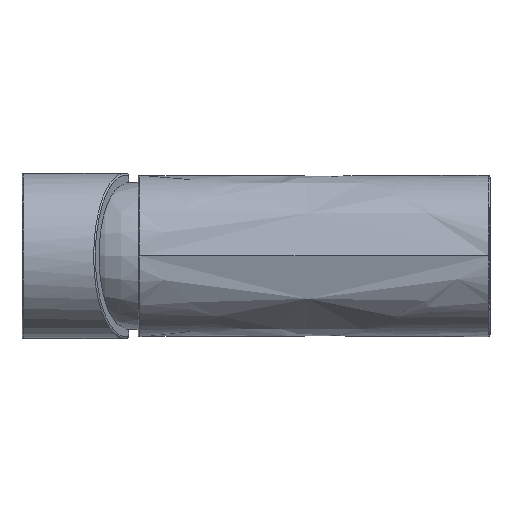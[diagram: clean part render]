
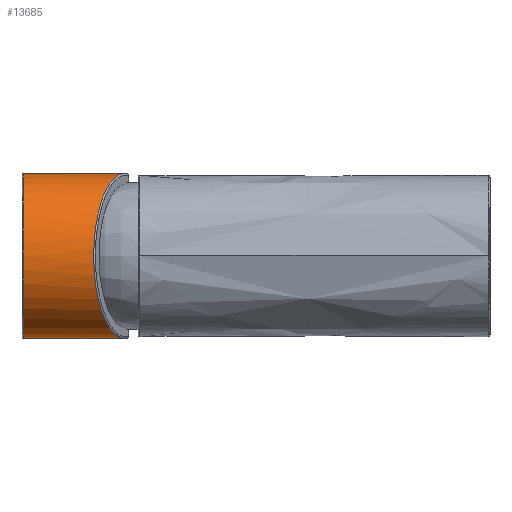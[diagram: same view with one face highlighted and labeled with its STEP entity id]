
A CAD part, left-side view. The second image highlights one B-rep face of the part: STEP entity #13685.
In plain terms, the highlighted cylindrical face has radius 23 mm (diameter 46 mm), a partial arc.
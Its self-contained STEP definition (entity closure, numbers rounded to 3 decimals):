
#118 = DIRECTION ( 'NONE',  ( 0., -1., 0. ) ) ;
#320 = EDGE_CURVE ( 'NONE', #826, #9674, #7230, .T. ) ;
#414 = ORIENTED_EDGE ( 'NONE', *, *, #11702, .T. ) ;
#826 = VERTEX_POINT ( 'NONE', #14568 ) ;
#843 = LINE ( 'NONE', #5696, #6744 ) ;
#1784 = DIRECTION ( 'NONE',  ( 0., 0., -1. ) ) ;
#2148 = AXIS2_PLACEMENT_3D ( 'NONE', #7816, #12622, #1784 ) ;
#2297 = ORIENTED_EDGE ( 'NONE', *, *, #5488, .T. ) ;
#2980 = CYLINDRICAL_SURFACE ( 'NONE', #2148, 23. ) ;
#3454 = ORIENTED_EDGE ( 'NONE', *, *, #320, .T. ) ;
#3738 = EDGE_LOOP ( 'NONE', ( #2297, #414, #3454, #6572 ) ) ;
#3746 = VERTEX_POINT ( 'NONE', #6418 ) ;
#3909 = CARTESIAN_POINT ( 'NONE',  ( 0., 1.287, -23. ) ) ;
#4713 = DIRECTION ( 'NONE',  ( 0., -1., 0. ) ) ;
#4969 = DIRECTION ( 'NONE',  ( 0., 0., 1. ) ) ;
#5116 = CARTESIAN_POINT ( 'NONE',  ( 0., 1.287, 23. ) ) ;
#5488 = EDGE_CURVE ( 'NONE', #3746, #14052, #12893, .T. ) ;
#5696 = CARTESIAN_POINT ( 'NONE',  ( 0., 29.75, 23. ) ) ;
#6418 = CARTESIAN_POINT ( 'NONE',  ( 0., 29.25, -23. ) ) ;
#6572 = ORIENTED_EDGE ( 'NONE', *, *, #13856, .F. ) ;
#6744 = VECTOR ( 'NONE', #10497, 1000. ) ;
#7105 = AXIS2_PLACEMENT_3D ( 'NONE', #10953, #118, #4969 ) ;
#7230 =( BOUNDED_CURVE ( )  B_SPLINE_CURVE ( 3, ( #5116, #9918, #14745, #3909 ),
 .UNSPECIFIED., .F., .T. ) 
 B_SPLINE_CURVE_WITH_KNOTS ( ( 4, 4 ),
 ( 1.571, 4.712 ),
 .UNSPECIFIED. ) 
 CURVE ( )  GEOMETRIC_REPRESENTATION_ITEM ( )  RATIONAL_B_SPLINE_CURVE ( ( 1., 0.333, 0.333, 1. ) ) 
 REPRESENTATION_ITEM ( '' )  );
#7816 = CARTESIAN_POINT ( 'NONE',  ( 0., 29.75, 0. ) ) ;
#9271 = CARTESIAN_POINT ( 'NONE',  ( 0., 1.287, -23. ) ) ;
#9674 = VERTEX_POINT ( 'NONE', #9271 ) ;
#9918 = CARTESIAN_POINT ( 'NONE',  ( 46., 18.234, 23. ) ) ;
#9997 = VECTOR ( 'NONE', #4713, 1000. ) ;
#10497 = DIRECTION ( 'NONE',  ( 0., -1., 0. ) ) ;
#10706 = LINE ( 'NONE', #15547, #9997 ) ;
#10953 = CARTESIAN_POINT ( 'NONE',  ( 0., 29.25, 0. ) ) ;
#11702 = EDGE_CURVE ( 'NONE', #14052, #826, #843, .T. ) ;
#12102 = CARTESIAN_POINT ( 'NONE',  ( 0., 29.25, 23. ) ) ;
#12622 = DIRECTION ( 'NONE',  ( 0., -1., 0. ) ) ;
#12893 = CIRCLE ( 'NONE', #7105, 23. ) ;
#13685 = ADVANCED_FACE ( 'NONE', ( #13818 ), #2980, .T. ) ;
#13818 = FACE_OUTER_BOUND ( 'NONE', #3738, .T. ) ;
#13856 = EDGE_CURVE ( 'NONE', #3746, #9674, #10706, .T. ) ;
#14052 = VERTEX_POINT ( 'NONE', #12102 ) ;
#14568 = CARTESIAN_POINT ( 'NONE',  ( 0., 1.287, 23. ) ) ;
#14745 = CARTESIAN_POINT ( 'NONE',  ( 46., 18.234, -23. ) ) ;
#15547 = CARTESIAN_POINT ( 'NONE',  ( 0., 29.75, -23. ) ) ;
